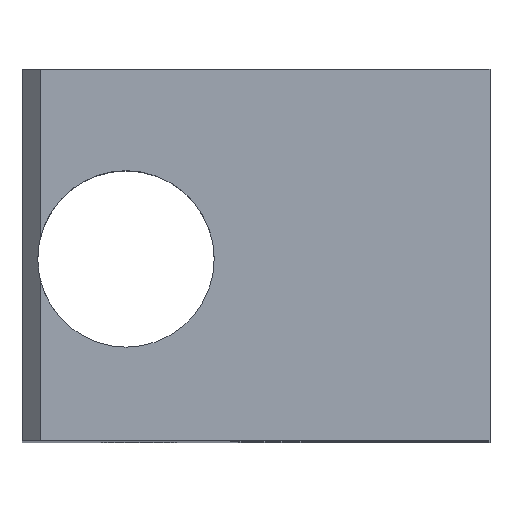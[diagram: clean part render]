
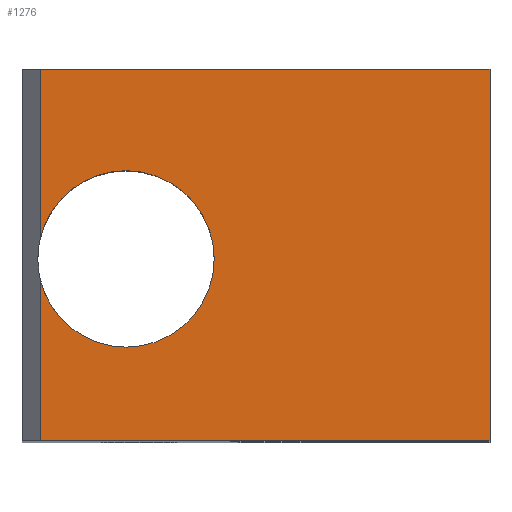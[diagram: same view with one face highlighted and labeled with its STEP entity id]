
A CAD part, top view. The second image highlights one B-rep face of the part: STEP entity #1276.
In plain terms, the highlighted planar face has unit normal (0, 0, 1).
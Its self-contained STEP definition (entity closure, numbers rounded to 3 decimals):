
#5 = VERTEX_POINT ( 'NONE', #778 ) ;
#20 = VERTEX_POINT ( 'NONE', #1224 ) ;
#21 = AXIS2_PLACEMENT_3D ( 'NONE', #139, #1069, #121 ) ;
#117 = DIRECTION ( 'NONE',  ( 0., 1., 0. ) ) ;
#121 = DIRECTION ( 'NONE',  ( 0., 1., 0. ) ) ;
#139 = CARTESIAN_POINT ( 'NONE',  ( -3.5, 4.9, 12.5 ) ) ;
#155 = ORIENTED_EDGE ( 'NONE', *, *, #1327, .T. ) ;
#159 = CARTESIAN_POINT ( 'NONE',  ( -3.5, 4.9, 12.5 ) ) ;
#161 = ORIENTED_EDGE ( 'NONE', *, *, #1343, .T. ) ;
#212 = AXIS2_PLACEMENT_3D ( 'NONE', #621, #847, #291 ) ;
#250 = EDGE_CURVE ( 'NONE', #484, #20, #429, .T. ) ;
#251 = ORIENTED_EDGE ( 'NONE', *, *, #830, .T. ) ;
#268 = ORIENTED_EDGE ( 'NONE', *, *, #959, .T. ) ;
#274 = CIRCLE ( 'NONE', #1090, 2.375 ) ;
#284 = DIRECTION ( 'NONE',  ( 0., 1., 0. ) ) ;
#291 = DIRECTION ( 'NONE',  ( -1., 0., 0. ) ) ;
#308 = VERTEX_POINT ( 'NONE', #1229 ) ;
#340 = EDGE_CURVE ( 'NONE', #5, #484, #1221, .T. ) ;
#358 = CARTESIAN_POINT ( 'NONE',  ( -6.3, 10., 12.5 ) ) ;
#372 = VECTOR ( 'NONE', #1186, 1000. ) ;
#429 = LINE ( 'NONE', #555, #372 ) ;
#441 = ORIENTED_EDGE ( 'NONE', *, *, #340, .F. ) ;
#442 = CARTESIAN_POINT ( 'NONE',  ( -3.5, 4.9, 12.5 ) ) ;
#484 = VERTEX_POINT ( 'NONE', #498 ) ;
#487 = AXIS2_PLACEMENT_3D ( 'NONE', #159, #1214, #284 ) ;
#498 = CARTESIAN_POINT ( 'NONE',  ( 6.3, 10., 12.5 ) ) ;
#499 = CARTESIAN_POINT ( 'NONE',  ( -5.8, 4.308, 12.5 ) ) ;
#520 = CARTESIAN_POINT ( 'NONE',  ( -5.8, 10., 12.5 ) ) ;
#527 = FACE_OUTER_BOUND ( 'NONE', #773, .T. ) ;
#554 = LINE ( 'NONE', #873, #1223 ) ;
#555 = CARTESIAN_POINT ( 'NONE',  ( 6.3, 10., 12.5 ) ) ;
#589 = CARTESIAN_POINT ( 'NONE',  ( -5.8, 0., 12.5 ) ) ;
#621 = CARTESIAN_POINT ( 'NONE',  ( -6.3, 10., 12.5 ) ) ;
#623 = VERTEX_POINT ( 'NONE', #729 ) ;
#647 = DIRECTION ( 'NONE',  ( 0., 0., -1. ) ) ;
#653 = CARTESIAN_POINT ( 'NONE',  ( -5.8, 10., 12.5 ) ) ;
#658 = VERTEX_POINT ( 'NONE', #924 ) ;
#667 = VECTOR ( 'NONE', #1106, 1000. ) ;
#715 = ORIENTED_EDGE ( 'NONE', *, *, #853, .T. ) ;
#726 = LINE ( 'NONE', #520, #865 ) ;
#729 = CARTESIAN_POINT ( 'NONE',  ( -3.5, 7.275, 12.5 ) ) ;
#737 = CIRCLE ( 'NONE', #487, 2.375 ) ;
#769 = ORIENTED_EDGE ( 'NONE', *, *, #250, .F. ) ;
#773 = EDGE_LOOP ( 'NONE', ( #441, #715, #962, #268, #251, #155, #161, #769 ) ) ;
#778 = CARTESIAN_POINT ( 'NONE',  ( -5.8, 10., 12.5 ) ) ;
#830 = EDGE_CURVE ( 'NONE', #308, #1197, #274, .T. ) ;
#842 = PLANE ( 'NONE',  #212 ) ;
#847 = DIRECTION ( 'NONE',  ( 0., 0., -1. ) ) ;
#853 = EDGE_CURVE ( 'NONE', #5, #658, #1169, .T. ) ;
#865 = VECTOR ( 'NONE', #939, 1000. ) ;
#873 = CARTESIAN_POINT ( 'NONE',  ( -6.3, 0., 12.5 ) ) ;
#924 = CARTESIAN_POINT ( 'NONE',  ( -5.8, 5.492, 12.5 ) ) ;
#939 = DIRECTION ( 'NONE',  ( 0., -1., 0. ) ) ;
#959 = EDGE_CURVE ( 'NONE', #623, #308, #1227, .T. ) ;
#962 = ORIENTED_EDGE ( 'NONE', *, *, #1114, .T. ) ;
#978 = DIRECTION ( 'NONE',  ( 1., 0., 0. ) ) ;
#1044 = VECTOR ( 'NONE', #1071, 1000. ) ;
#1069 = DIRECTION ( 'NONE',  ( 0., 0., -1. ) ) ;
#1071 = DIRECTION ( 'NONE',  ( 0., -1., 0. ) ) ;
#1090 = AXIS2_PLACEMENT_3D ( 'NONE', #442, #647, #117 ) ;
#1106 = DIRECTION ( 'NONE',  ( 1., 0., 0. ) ) ;
#1114 = EDGE_CURVE ( 'NONE', #658, #623, #737, .T. ) ;
#1147 = VERTEX_POINT ( 'NONE', #589 ) ;
#1169 = LINE ( 'NONE', #653, #1044 ) ;
#1186 = DIRECTION ( 'NONE',  ( 0., -1., 0. ) ) ;
#1197 = VERTEX_POINT ( 'NONE', #499 ) ;
#1214 = DIRECTION ( 'NONE',  ( 0., 0., -1. ) ) ;
#1221 = LINE ( 'NONE', #358, #667 ) ;
#1223 = VECTOR ( 'NONE', #978, 1000. ) ;
#1224 = CARTESIAN_POINT ( 'NONE',  ( 6.3, 0., 12.5 ) ) ;
#1227 = CIRCLE ( 'NONE', #21, 2.375 ) ;
#1229 = CARTESIAN_POINT ( 'NONE',  ( -3.5, 2.525, 12.5 ) ) ;
#1276 = ADVANCED_FACE ( 'NONE', ( #527 ), #842, .F. ) ;
#1327 = EDGE_CURVE ( 'NONE', #1197, #1147, #726, .T. ) ;
#1343 = EDGE_CURVE ( 'NONE', #1147, #20, #554, .T. ) ;
